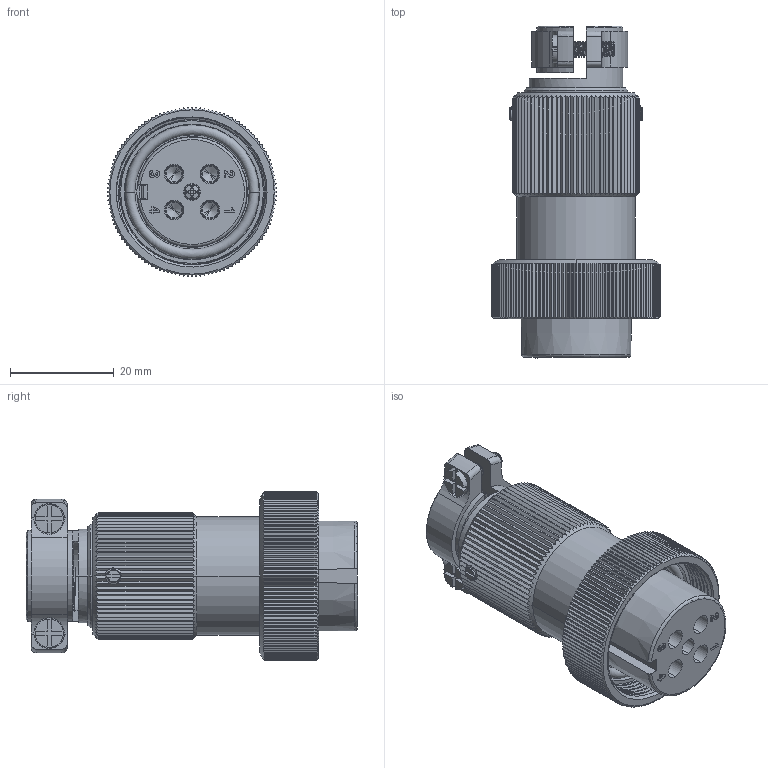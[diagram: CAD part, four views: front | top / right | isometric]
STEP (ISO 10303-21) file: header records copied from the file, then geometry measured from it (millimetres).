
FILE_DESCRIPTION((''),'2;1');
FILE_NAME('HY-T2504-S01E1-GF_SW0001','2017-08-04T',('hq.zhang'),(''),'PRO/ENGINEER BY PARAMETRIC TECHNOLOGY CORPORATION, 2012480','PRO/ENGINEER BY PARAMETRIC TECHNOLOGY CORPORATION, 2012480','');
FILE_SCHEMA(('AUTOMOTIVE_DESIGN { 1 0 10303 214 1 1 1 1 }'));
Products named in the file (1): HY-T2504-S01E1-GF_SW0001
Bounding box: 32.5 x 63.87 x 32.5 mm (x, y, z)
Volume: 17386.6 mm3; surface area: 20525.8 mm2
Topology: 1 solids, 3 shells, 1798 faces, 5187 edges, 3370 vertices
Faces by surface type: plane 724, cylinder 591, bspline 211, cone 137, extrusion 86, torus 35, sphere 14
Entity records: 117133 total; most frequent: CARTESIAN_POINT 74923, ORIENTED_EDGE 10334, DIRECTION 6451, EDGE_CURVE 5167, VERTEX_POINT 3370, B_SPLINE_CURVE_WITH_KNOTS 2688, AXIS2_PLACEMENT_3D 2299, EDGE_LOOP 1889
